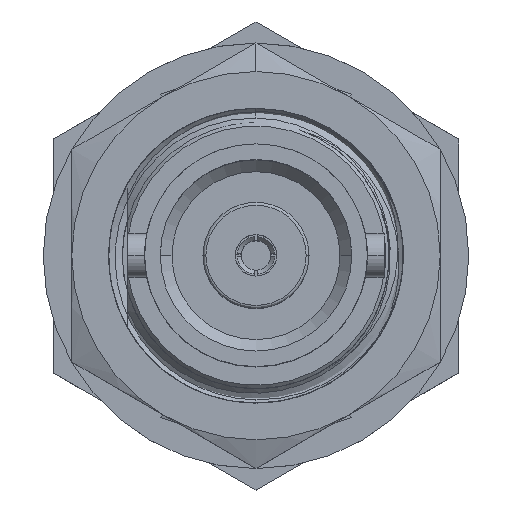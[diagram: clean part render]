
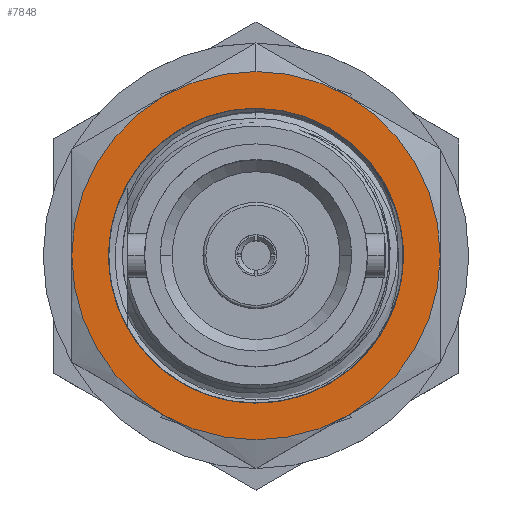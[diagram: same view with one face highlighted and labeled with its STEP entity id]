
A CAD part, top view. The second image highlights one B-rep face of the part: STEP entity #7848.
In plain terms, the highlighted face is planar.
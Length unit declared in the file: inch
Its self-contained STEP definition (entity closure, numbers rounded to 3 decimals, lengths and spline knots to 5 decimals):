
#313 = EDGE_CURVE ( 'NONE', #25975, #13779, #9128, .T. ) ;
#491 = DIRECTION ( 'NONE',  ( 0., 0., 1. ) ) ;
#593 = CARTESIAN_POINT ( 'NONE',  ( 0.411, 0., 0. ) ) ;
#1078 = CARTESIAN_POINT ( 'NONE',  ( 0.411, 0., -0.25015 ) ) ;
#1409 = CARTESIAN_POINT ( 'NONE',  ( 0.411, 0.15625, -0.27063 ) ) ;
#1494 = DIRECTION ( 'NONE',  ( 0., 0., 1. ) ) ;
#2021 = DIRECTION ( 'NONE',  ( -1., 0., 0. ) ) ;
#2044 = EDGE_LOOP ( 'NONE', ( #13618, #3748 ) ) ;
#2207 = ORIENTED_EDGE ( 'NONE', *, *, #5268, .T. ) ;
#2217 = CARTESIAN_POINT ( 'NONE',  ( 0.411, 0., 0. ) ) ;
#3126 = CIRCLE ( 'NONE', #3548, 0.25015 ) ;
#3289 = CARTESIAN_POINT ( 'NONE',  ( 0.411, -0.15625, -0.27063 ) ) ;
#3340 = EDGE_CURVE ( 'NONE', #21939, #14303, #6600, .T. ) ;
#3500 = AXIS2_PLACEMENT_3D ( 'NONE', #6121, #14164, #23748 ) ;
#3548 = AXIS2_PLACEMENT_3D ( 'NONE', #2217, #6159, #10244 ) ;
#3633 = DIRECTION ( 'NONE',  ( 0., 0., 1. ) ) ;
#3748 = ORIENTED_EDGE ( 'NONE', *, *, #19932, .F. ) ;
#3996 = ORIENTED_EDGE ( 'NONE', *, *, #20204, .T. ) ;
#4380 = CIRCLE ( 'NONE', #20754, 0.25015 ) ;
#4503 = AXIS2_PLACEMENT_3D ( 'NONE', #12857, #14835, #22832 ) ;
#4552 = DIRECTION ( 'NONE',  ( -1., 0., 0. ) ) ;
#4650 = EDGE_LOOP ( 'NONE', ( #24543, #7700, #2207, #20357, #15385, #5411, #3996 ) ) ;
#5131 = CARTESIAN_POINT ( 'NONE',  ( 0.411, 0., 0. ) ) ;
#5268 = EDGE_CURVE ( 'NONE', #13779, #20378, #5822, .T. ) ;
#5317 = CARTESIAN_POINT ( 'NONE',  ( 0.411, 0., 0. ) ) ;
#5411 = ORIENTED_EDGE ( 'NONE', *, *, #3340, .T. ) ;
#5822 = CIRCLE ( 'NONE', #17198, 0.3125 ) ;
#6121 = CARTESIAN_POINT ( 'NONE',  ( 0.411, 0., 0. ) ) ;
#6159 = DIRECTION ( 'NONE',  ( -1., 0., 0. ) ) ;
#6265 = CIRCLE ( 'NONE', #15930, 0.3125 ) ;
#6332 = EDGE_CURVE ( 'NONE', #23357, #25975, #6265, .T. ) ;
#6600 = CIRCLE ( 'NONE', #4503, 0.3125 ) ;
#6759 = AXIS2_PLACEMENT_3D ( 'NONE', #10058, #12301, #24635 ) ;
#7098 = DIRECTION ( 'NONE',  ( 0., 0., 1. ) ) ;
#7358 = DIRECTION ( 'NONE',  ( -1., 0., 0. ) ) ;
#7700 = ORIENTED_EDGE ( 'NONE', *, *, #313, .T. ) ;
#7848 = ADVANCED_FACE ( 'NONE', ( #22223, #9998 ), #22349, .T. ) ;
#9128 = CIRCLE ( 'NONE', #13328, 0.3125 ) ;
#9771 = VERTEX_POINT ( 'NONE', #1078 ) ;
#9998 = FACE_OUTER_BOUND ( 'NONE', #4650, .T. ) ;
#10058 = CARTESIAN_POINT ( 'NONE',  ( 0.411, 0., 0. ) ) ;
#10244 = DIRECTION ( 'NONE',  ( 0., 0., 1. ) ) ;
#10501 = DIRECTION ( 'NONE',  ( -1., 0., 0. ) ) ;
#11053 = CARTESIAN_POINT ( 'NONE',  ( 0.411, 0., 0. ) ) ;
#11502 = CARTESIAN_POINT ( 'NONE',  ( 0.411, 0., 0. ) ) ;
#11762 = DIRECTION ( 'NONE',  ( 0., 0., 1. ) ) ;
#12301 = DIRECTION ( 'NONE',  ( -1., 0., 0. ) ) ;
#12857 = CARTESIAN_POINT ( 'NONE',  ( 0.411, 0., 0. ) ) ;
#13328 = AXIS2_PLACEMENT_3D ( 'NONE', #5131, #21663, #3633 ) ;
#13618 = ORIENTED_EDGE ( 'NONE', *, *, #20662, .F. ) ;
#13779 = VERTEX_POINT ( 'NONE', #19862 ) ;
#13919 = CARTESIAN_POINT ( 'NONE',  ( 0.411, -0.3125, 0. ) ) ;
#14133 = EDGE_CURVE ( 'NONE', #22352, #21939, #15575, .T. ) ;
#14164 = DIRECTION ( 'NONE',  ( -1., 0., 0. ) ) ;
#14303 = VERTEX_POINT ( 'NONE', #13919 ) ;
#14835 = DIRECTION ( 'NONE',  ( -1., 0., 0. ) ) ;
#15385 = ORIENTED_EDGE ( 'NONE', *, *, #14133, .T. ) ;
#15575 = CIRCLE ( 'NONE', #6759, 0.3125 ) ;
#15715 = CARTESIAN_POINT ( 'NONE',  ( 0.411, -0.15625, 0.27063 ) ) ;
#15930 = AXIS2_PLACEMENT_3D ( 'NONE', #593, #4552, #20860 ) ;
#17198 = AXIS2_PLACEMENT_3D ( 'NONE', #11502, #2021, #11762 ) ;
#17420 = CIRCLE ( 'NONE', #25786, 0.3125 ) ;
#17786 = CIRCLE ( 'NONE', #3500, 0.3125 ) ;
#17904 = VERTEX_POINT ( 'NONE', #23657 ) ;
#18633 = EDGE_CURVE ( 'NONE', #20378, #22352, #17786, .T. ) ;
#19533 = DIRECTION ( 'NONE',  ( -1., 0., 0. ) ) ;
#19862 = CARTESIAN_POINT ( 'NONE',  ( 0.411, 0.15625, 0.27063 ) ) ;
#19932 = EDGE_CURVE ( 'NONE', #17904, #9771, #4380, .T. ) ;
#20204 = EDGE_CURVE ( 'NONE', #14303, #23357, #17420, .T. ) ;
#20357 = ORIENTED_EDGE ( 'NONE', *, *, #18633, .T. ) ;
#20378 = VERTEX_POINT ( 'NONE', #24056 ) ;
#20502 = CARTESIAN_POINT ( 'NONE',  ( 0.411, 0., 0. ) ) ;
#20662 = EDGE_CURVE ( 'NONE', #9771, #17904, #3126, .T. ) ;
#20754 = AXIS2_PLACEMENT_3D ( 'NONE', #5317, #19533, #1494 ) ;
#20860 = DIRECTION ( 'NONE',  ( 0., 0., 1. ) ) ;
#21663 = DIRECTION ( 'NONE',  ( -1., 0., 0. ) ) ;
#21939 = VERTEX_POINT ( 'NONE', #3289 ) ;
#22223 = FACE_BOUND ( 'NONE', #2044, .T. ) ;
#22349 = PLANE ( 'NONE',  #22671 ) ;
#22352 = VERTEX_POINT ( 'NONE', #1409 ) ;
#22671 = AXIS2_PLACEMENT_3D ( 'NONE', #20502, #10501, #491 ) ;
#22832 = DIRECTION ( 'NONE',  ( 0., 0., 1. ) ) ;
#23352 = CARTESIAN_POINT ( 'NONE',  ( 0.411, 0., 0.3125 ) ) ;
#23357 = VERTEX_POINT ( 'NONE', #15715 ) ;
#23657 = CARTESIAN_POINT ( 'NONE',  ( 0.411, 0., 0.25015 ) ) ;
#23748 = DIRECTION ( 'NONE',  ( 0., 0., 1. ) ) ;
#24056 = CARTESIAN_POINT ( 'NONE',  ( 0.411, 0.3125, 0. ) ) ;
#24543 = ORIENTED_EDGE ( 'NONE', *, *, #6332, .T. ) ;
#24635 = DIRECTION ( 'NONE',  ( 0., 0., 1. ) ) ;
#25786 = AXIS2_PLACEMENT_3D ( 'NONE', #11053, #7358, #7098 ) ;
#25975 = VERTEX_POINT ( 'NONE', #23352 ) ;
